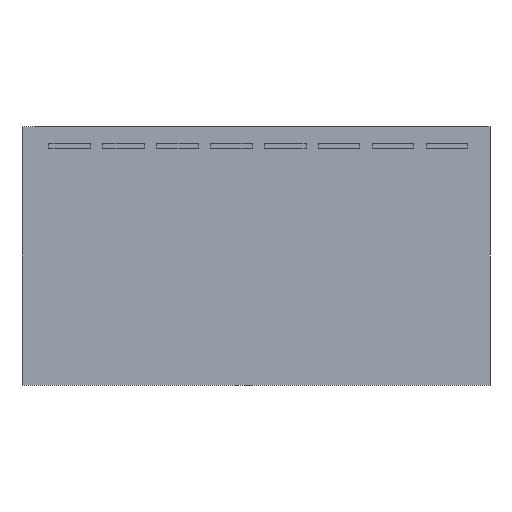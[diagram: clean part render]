
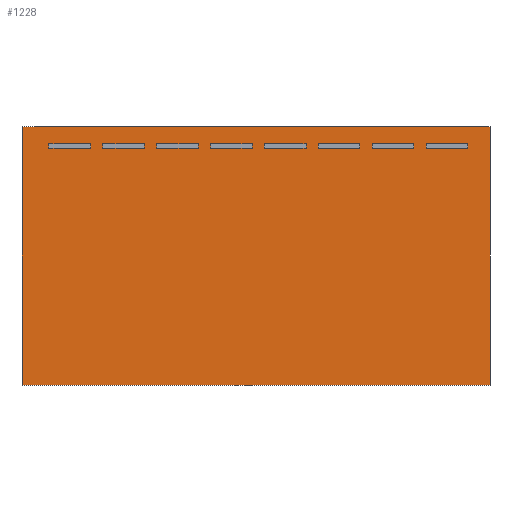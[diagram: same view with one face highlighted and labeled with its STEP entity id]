
A CAD part, front view. The second image highlights one B-rep face of the part: STEP entity #1228.
In plain terms, the highlighted planar face has unit normal (0, -1, 0).
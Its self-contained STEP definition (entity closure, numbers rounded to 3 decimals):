
#1228=ADVANCED_FACE('',(#2208,#2209,#2210,#2211,#2212,#2213,#2214,#2215,
#2216),#1856,.T.);
#1856=PLANE('',#12291);
#2208=FACE_BOUND('',#2522,.T.);
#2209=FACE_BOUND('',#2523,.T.);
#2210=FACE_BOUND('',#2524,.T.);
#2211=FACE_BOUND('',#2525,.T.);
#2212=FACE_BOUND('',#2526,.T.);
#2213=FACE_BOUND('',#2527,.T.);
#2214=FACE_BOUND('',#2528,.T.);
#2215=FACE_BOUND('',#2529,.T.);
#2216=FACE_BOUND('',#2530,.T.);
#2522=EDGE_LOOP('',(#4342,#4343,#4344,#4345));
#2523=EDGE_LOOP('',(#4346,#4347,#4348,#4349));
#2524=EDGE_LOOP('',(#4350,#4351,#4352,#4353));
#2525=EDGE_LOOP('',(#4354,#4355,#4356,#4357));
#2526=EDGE_LOOP('',(#4358,#4359,#4360,#4361));
#2527=EDGE_LOOP('',(#4362,#4363,#4364,#4365));
#2528=EDGE_LOOP('',(#4366,#4367,#4368,#4369));
#2529=EDGE_LOOP('',(#4370,#4371,#4372,#4373));
#2530=EDGE_LOOP('',(#4374,#4375,#4376,#4377));
#4342=ORIENTED_EDGE('',*,*,#8231,.F.);
#4343=ORIENTED_EDGE('',*,*,#8277,.T.);
#4344=ORIENTED_EDGE('',*,*,#8232,.F.);
#4345=ORIENTED_EDGE('',*,*,#8224,.T.);
#4346=ORIENTED_EDGE('',*,*,#8276,.T.);
#4347=ORIENTED_EDGE('',*,*,#7959,.F.);
#4348=ORIENTED_EDGE('',*,*,#8278,.T.);
#4349=ORIENTED_EDGE('',*,*,#7913,.T.);
#4350=ORIENTED_EDGE('',*,*,#8273,.T.);
#4351=ORIENTED_EDGE('',*,*,#8279,.T.);
#4352=ORIENTED_EDGE('',*,*,#8274,.F.);
#4353=ORIENTED_EDGE('',*,*,#8152,.F.);
#4354=ORIENTED_EDGE('',*,*,#8266,.T.);
#4355=ORIENTED_EDGE('',*,*,#8280,.T.);
#4356=ORIENTED_EDGE('',*,*,#8267,.F.);
#4357=ORIENTED_EDGE('',*,*,#8164,.T.);
#4358=ORIENTED_EDGE('',*,*,#8259,.T.);
#4359=ORIENTED_EDGE('',*,*,#8281,.T.);
#4360=ORIENTED_EDGE('',*,*,#8260,.F.);
#4361=ORIENTED_EDGE('',*,*,#8176,.T.);
#4362=ORIENTED_EDGE('',*,*,#8252,.T.);
#4363=ORIENTED_EDGE('',*,*,#8282,.T.);
#4364=ORIENTED_EDGE('',*,*,#8253,.F.);
#4365=ORIENTED_EDGE('',*,*,#8188,.T.);
#4366=ORIENTED_EDGE('',*,*,#8245,.T.);
#4367=ORIENTED_EDGE('',*,*,#8283,.T.);
#4368=ORIENTED_EDGE('',*,*,#8246,.F.);
#4369=ORIENTED_EDGE('',*,*,#8200,.F.);
#4370=ORIENTED_EDGE('',*,*,#8238,.T.);
#4371=ORIENTED_EDGE('',*,*,#8284,.T.);
#4372=ORIENTED_EDGE('',*,*,#8239,.F.);
#4373=ORIENTED_EDGE('',*,*,#8212,.T.);
#4374=ORIENTED_EDGE('',*,*,#8285,.T.);
#4375=ORIENTED_EDGE('',*,*,#8286,.F.);
#4376=ORIENTED_EDGE('',*,*,#8287,.T.);
#4377=ORIENTED_EDGE('',*,*,#8288,.T.);
#6708=VERTEX_POINT('',#16964);
#6709=VERTEX_POINT('',#16966);
#6750=VERTEX_POINT('',#17063);
#6751=VERTEX_POINT('',#17065);
#6864=VERTEX_POINT('',#17446);
#6865=VERTEX_POINT('',#17448);
#6872=VERTEX_POINT('',#17470);
#6873=VERTEX_POINT('',#17472);
#6880=VERTEX_POINT('',#17494);
#6881=VERTEX_POINT('',#17496);
#6888=VERTEX_POINT('',#17518);
#6889=VERTEX_POINT('',#17520);
#6896=VERTEX_POINT('',#17542);
#6897=VERTEX_POINT('',#17544);
#6904=VERTEX_POINT('',#17566);
#6905=VERTEX_POINT('',#17568);
#6912=VERTEX_POINT('',#17590);
#6913=VERTEX_POINT('',#17592);
#6917=VERTEX_POINT('',#17604);
#6918=VERTEX_POINT('',#17608);
#6921=VERTEX_POINT('',#17618);
#6922=VERTEX_POINT('',#17622);
#6925=VERTEX_POINT('',#17632);
#6926=VERTEX_POINT('',#17636);
#6929=VERTEX_POINT('',#17646);
#6930=VERTEX_POINT('',#17650);
#6933=VERTEX_POINT('',#17660);
#6934=VERTEX_POINT('',#17664);
#6937=VERTEX_POINT('',#17674);
#6938=VERTEX_POINT('',#17678);
#6941=VERTEX_POINT('',#17688);
#6942=VERTEX_POINT('',#17692);
#6943=VERTEX_POINT('',#17706);
#6944=VERTEX_POINT('',#17707);
#6945=VERTEX_POINT('',#17709);
#6946=VERTEX_POINT('',#17711);
#7913=EDGE_CURVE('',#6709,#6708,#9542,.T.);
#7959=EDGE_CURVE('',#6751,#6750,#9568,.T.);
#8152=EDGE_CURVE('',#6864,#6865,#9759,.T.);
#8164=EDGE_CURVE('',#6873,#6872,#9771,.T.);
#8176=EDGE_CURVE('',#6881,#6880,#9783,.T.);
#8188=EDGE_CURVE('',#6889,#6888,#9795,.T.);
#8200=EDGE_CURVE('',#6896,#6897,#9807,.T.);
#8212=EDGE_CURVE('',#6905,#6904,#9819,.T.);
#8224=EDGE_CURVE('',#6913,#6912,#9831,.T.);
#8231=EDGE_CURVE('',#6917,#6912,#9838,.T.);
#8232=EDGE_CURVE('',#6913,#6918,#9839,.T.);
#8238=EDGE_CURVE('',#6904,#6921,#9845,.T.);
#8239=EDGE_CURVE('',#6905,#6922,#9846,.T.);
#8245=EDGE_CURVE('',#6896,#6925,#9852,.T.);
#8246=EDGE_CURVE('',#6897,#6926,#9853,.T.);
#8252=EDGE_CURVE('',#6888,#6929,#9859,.T.);
#8253=EDGE_CURVE('',#6889,#6930,#9860,.T.);
#8259=EDGE_CURVE('',#6880,#6933,#9866,.T.);
#8260=EDGE_CURVE('',#6881,#6934,#9867,.T.);
#8266=EDGE_CURVE('',#6872,#6937,#9873,.T.);
#8267=EDGE_CURVE('',#6873,#6938,#9874,.T.);
#8273=EDGE_CURVE('',#6864,#6941,#9880,.T.);
#8274=EDGE_CURVE('',#6865,#6942,#9881,.T.);
#8276=EDGE_CURVE('',#6708,#6750,#9883,.T.);
#8277=EDGE_CURVE('',#6917,#6918,#9884,.T.);
#8278=EDGE_CURVE('',#6751,#6709,#9885,.T.);
#8279=EDGE_CURVE('',#6941,#6942,#9886,.T.);
#8280=EDGE_CURVE('',#6937,#6938,#9887,.T.);
#8281=EDGE_CURVE('',#6933,#6934,#9888,.T.);
#8282=EDGE_CURVE('',#6929,#6930,#9889,.T.);
#8283=EDGE_CURVE('',#6925,#6926,#9890,.T.);
#8284=EDGE_CURVE('',#6921,#6922,#9891,.T.);
#8285=EDGE_CURVE('',#6943,#6944,#9892,.T.);
#8286=EDGE_CURVE('',#6945,#6944,#9893,.T.);
#8287=EDGE_CURVE('',#6945,#6946,#9894,.T.);
#8288=EDGE_CURVE('',#6946,#6943,#9895,.T.);
#9542=LINE('',#16965,#10983);
#9568=LINE('',#17066,#11009);
#9759=LINE('',#17447,#11200);
#9771=LINE('',#17471,#11212);
#9783=LINE('',#17495,#11224);
#9795=LINE('',#17519,#11236);
#9807=LINE('',#17543,#11248);
#9819=LINE('',#17567,#11260);
#9831=LINE('',#17591,#11272);
#9838=LINE('',#17605,#11279);
#9839=LINE('',#17607,#11280);
#9845=LINE('',#17619,#11286);
#9846=LINE('',#17621,#11287);
#9852=LINE('',#17633,#11293);
#9853=LINE('',#17635,#11294);
#9859=LINE('',#17647,#11300);
#9860=LINE('',#17649,#11301);
#9866=LINE('',#17661,#11307);
#9867=LINE('',#17663,#11308);
#9873=LINE('',#17675,#11314);
#9874=LINE('',#17677,#11315);
#9880=LINE('',#17689,#11321);
#9881=LINE('',#17691,#11322);
#9883=LINE('',#17695,#11324);
#9884=LINE('',#17697,#11325);
#9885=LINE('',#17698,#11326);
#9886=LINE('',#17699,#11327);
#9887=LINE('',#17700,#11328);
#9888=LINE('',#17701,#11329);
#9889=LINE('',#17702,#11330);
#9890=LINE('',#17703,#11331);
#9891=LINE('',#17704,#11332);
#9892=LINE('',#17705,#11333);
#9893=LINE('',#17708,#11334);
#9894=LINE('',#17710,#11335);
#9895=LINE('',#17712,#11336);
#10983=VECTOR('',#13589,1.);
#11009=VECTOR('',#13679,1.);
#11200=VECTOR('',#14024,1.);
#11212=VECTOR('',#14044,1.);
#11224=VECTOR('',#14064,1.);
#11236=VECTOR('',#14084,1.);
#11248=VECTOR('',#14104,1.);
#11260=VECTOR('',#14124,1.);
#11272=VECTOR('',#14144,1.);
#11279=VECTOR('',#14155,1.);
#11280=VECTOR('',#14158,1.);
#11286=VECTOR('',#14168,1.);
#11287=VECTOR('',#14171,1.);
#11293=VECTOR('',#14181,1.);
#11294=VECTOR('',#14184,1.);
#11300=VECTOR('',#14194,1.);
#11301=VECTOR('',#14197,1.);
#11307=VECTOR('',#14207,1.);
#11308=VECTOR('',#14210,1.);
#11314=VECTOR('',#14220,1.);
#11315=VECTOR('',#14223,1.);
#11321=VECTOR('',#14233,1.);
#11322=VECTOR('',#14236,1.);
#11324=VECTOR('',#14240,1.);
#11325=VECTOR('',#14243,1.);
#11326=VECTOR('',#14244,1.);
#11327=VECTOR('',#14245,1.);
#11328=VECTOR('',#14246,1.);
#11329=VECTOR('',#14247,1.);
#11330=VECTOR('',#14248,1.);
#11331=VECTOR('',#14249,1.);
#11332=VECTOR('',#14250,1.);
#11333=VECTOR('',#14251,1.);
#11334=VECTOR('',#14252,1.);
#11335=VECTOR('',#14253,1.);
#11336=VECTOR('',#14254,1.);
#12291=AXIS2_PLACEMENT_3D('',#17713,#14255,#14256);
#13589=DIRECTION('',(0.,0.,-1.));
#13679=DIRECTION('',(0.,0.,-1.));
#14024=DIRECTION('',(-1.,0.,0.));
#14044=DIRECTION('',(1.,0.,0.));
#14064=DIRECTION('',(1.,0.,0.));
#14084=DIRECTION('',(1.,0.,0.));
#14104=DIRECTION('',(-1.,0.,0.));
#14124=DIRECTION('',(1.,0.,0.));
#14144=DIRECTION('',(1.,0.,0.));
#14155=DIRECTION('',(0.,0.,1.));
#14158=DIRECTION('',(0.,0.,-1.));
#14168=DIRECTION('',(0.,0.,-1.));
#14171=DIRECTION('',(0.,0.,-1.));
#14181=DIRECTION('',(0.,0.,-1.));
#14184=DIRECTION('',(0.,0.,-1.));
#14194=DIRECTION('',(0.,0.,-1.));
#14197=DIRECTION('',(0.,0.,-1.));
#14207=DIRECTION('',(0.,0.,-1.));
#14210=DIRECTION('',(0.,0.,-1.));
#14220=DIRECTION('',(0.,0.,-1.));
#14223=DIRECTION('',(0.,0.,-1.));
#14233=DIRECTION('',(0.,0.,-1.));
#14236=DIRECTION('',(0.,0.,-1.));
#14240=DIRECTION('',(1.,0.,0.));
#14243=DIRECTION('',(-1.,0.,0.));
#14244=DIRECTION('',(-1.,0.,0.));
#14245=DIRECTION('',(-1.,0.,0.));
#14246=DIRECTION('',(-1.,0.,0.));
#14247=DIRECTION('',(-1.,0.,0.));
#14248=DIRECTION('',(-1.,0.,0.));
#14249=DIRECTION('',(-1.,0.,0.));
#14250=DIRECTION('',(-1.,0.,0.));
#14251=DIRECTION('',(-1.,0.,0.));
#14252=DIRECTION('',(0.,0.,-1.));
#14253=DIRECTION('',(1.,0.,0.));
#14254=DIRECTION('',(0.,0.,-1.));
#14255=DIRECTION('',(0.,-1.,0.));
#14256=DIRECTION('',(0.,0.,-1.));
#16964=CARTESIAN_POINT('',(-30.4,-8.5,-16.8));
#16965=CARTESIAN_POINT('',(-30.4,-8.5,0.));
#16966=CARTESIAN_POINT('',(-30.4,-8.5,0.));
#17063=CARTESIAN_POINT('',(0.,-8.5,-16.8));
#17065=CARTESIAN_POINT('',(0.,-8.5,0.));
#17066=CARTESIAN_POINT('',(0.,-8.5,0.));
#17446=CARTESIAN_POINT('',(-25.95,-8.5,-1.1));
#17447=CARTESIAN_POINT('',(-25.95,-8.5,-1.1));
#17448=CARTESIAN_POINT('',(-28.65,-8.5,-1.1));
#17470=CARTESIAN_POINT('',(-22.45,-8.5,-1.1));
#17471=CARTESIAN_POINT('',(-25.15,-8.5,-1.1));
#17472=CARTESIAN_POINT('',(-25.15,-8.5,-1.1));
#17494=CARTESIAN_POINT('',(-18.95,-8.5,-1.1));
#17495=CARTESIAN_POINT('',(-21.65,-8.5,-1.1));
#17496=CARTESIAN_POINT('',(-21.65,-8.5,-1.1));
#17518=CARTESIAN_POINT('',(-15.45,-8.5,-1.1));
#17519=CARTESIAN_POINT('',(-18.15,-8.5,-1.1));
#17520=CARTESIAN_POINT('',(-18.15,-8.5,-1.1));
#17542=CARTESIAN_POINT('',(-11.95,-8.5,-1.1));
#17543=CARTESIAN_POINT('',(-11.95,-8.5,-1.1));
#17544=CARTESIAN_POINT('',(-14.65,-8.5,-1.1));
#17566=CARTESIAN_POINT('',(-8.45,-8.5,-1.1));
#17567=CARTESIAN_POINT('',(-11.15,-8.5,-1.1));
#17568=CARTESIAN_POINT('',(-11.15,-8.5,-1.1));
#17590=CARTESIAN_POINT('',(-1.45,-8.5,-1.1));
#17591=CARTESIAN_POINT('',(-4.15,-8.5,-1.1));
#17592=CARTESIAN_POINT('',(-4.15,-8.5,-1.1));
#17604=CARTESIAN_POINT('',(-1.45,-8.5,-1.4));
#17605=CARTESIAN_POINT('',(-1.45,-8.5,-16.8));
#17607=CARTESIAN_POINT('',(-4.15,-8.5,-1.1));
#17608=CARTESIAN_POINT('',(-4.15,-8.5,-1.4));
#17618=CARTESIAN_POINT('',(-8.45,-8.5,-1.4));
#17619=CARTESIAN_POINT('',(-8.45,-8.5,-1.1));
#17621=CARTESIAN_POINT('',(-11.15,-8.5,-1.1));
#17622=CARTESIAN_POINT('',(-11.15,-8.5,-1.4));
#17632=CARTESIAN_POINT('',(-11.95,-8.5,-1.4));
#17633=CARTESIAN_POINT('',(-11.95,-8.5,-1.1));
#17635=CARTESIAN_POINT('',(-14.65,-8.5,-1.1));
#17636=CARTESIAN_POINT('',(-14.65,-8.5,-1.4));
#17646=CARTESIAN_POINT('',(-15.45,-8.5,-1.4));
#17647=CARTESIAN_POINT('',(-15.45,-8.5,-1.1));
#17649=CARTESIAN_POINT('',(-18.15,-8.5,-1.1));
#17650=CARTESIAN_POINT('',(-18.15,-8.5,-1.4));
#17660=CARTESIAN_POINT('',(-18.95,-8.5,-1.4));
#17661=CARTESIAN_POINT('',(-18.95,-8.5,-1.1));
#17663=CARTESIAN_POINT('',(-21.65,-8.5,-1.1));
#17664=CARTESIAN_POINT('',(-21.65,-8.5,-1.4));
#17674=CARTESIAN_POINT('',(-22.45,-8.5,-1.4));
#17675=CARTESIAN_POINT('',(-22.45,-8.5,-1.1));
#17677=CARTESIAN_POINT('',(-25.15,-8.5,-1.1));
#17678=CARTESIAN_POINT('',(-25.15,-8.5,-1.4));
#17688=CARTESIAN_POINT('',(-25.95,-8.5,-1.4));
#17689=CARTESIAN_POINT('',(-25.95,-8.5,-1.1));
#17691=CARTESIAN_POINT('',(-28.65,-8.5,-1.1));
#17692=CARTESIAN_POINT('',(-28.65,-8.5,-1.4));
#17695=CARTESIAN_POINT('',(-30.4,-8.5,-16.8));
#17697=CARTESIAN_POINT('',(0.,-8.5,-1.4));
#17698=CARTESIAN_POINT('',(0.,-8.5,0.));
#17699=CARTESIAN_POINT('',(0.,-8.5,-1.4));
#17700=CARTESIAN_POINT('',(0.,-8.5,-1.4));
#17701=CARTESIAN_POINT('',(0.,-8.5,-1.4));
#17702=CARTESIAN_POINT('',(0.,-8.5,-1.4));
#17703=CARTESIAN_POINT('',(0.,-8.5,-1.4));
#17704=CARTESIAN_POINT('',(0.,-8.5,-1.4));
#17705=CARTESIAN_POINT('',(0.,-8.5,-1.4));
#17706=CARTESIAN_POINT('',(-4.95,-8.5,-1.4));
#17707=CARTESIAN_POINT('',(-7.65,-8.5,-1.4));
#17708=CARTESIAN_POINT('',(-7.65,-8.5,-1.1));
#17709=CARTESIAN_POINT('',(-7.65,-8.5,-1.1));
#17710=CARTESIAN_POINT('',(-7.65,-8.5,-1.1));
#17711=CARTESIAN_POINT('',(-4.95,-8.5,-1.1));
#17712=CARTESIAN_POINT('',(-4.95,-8.5,-1.1));
#17713=CARTESIAN_POINT('',(-17.5,-8.5,-10.4));
